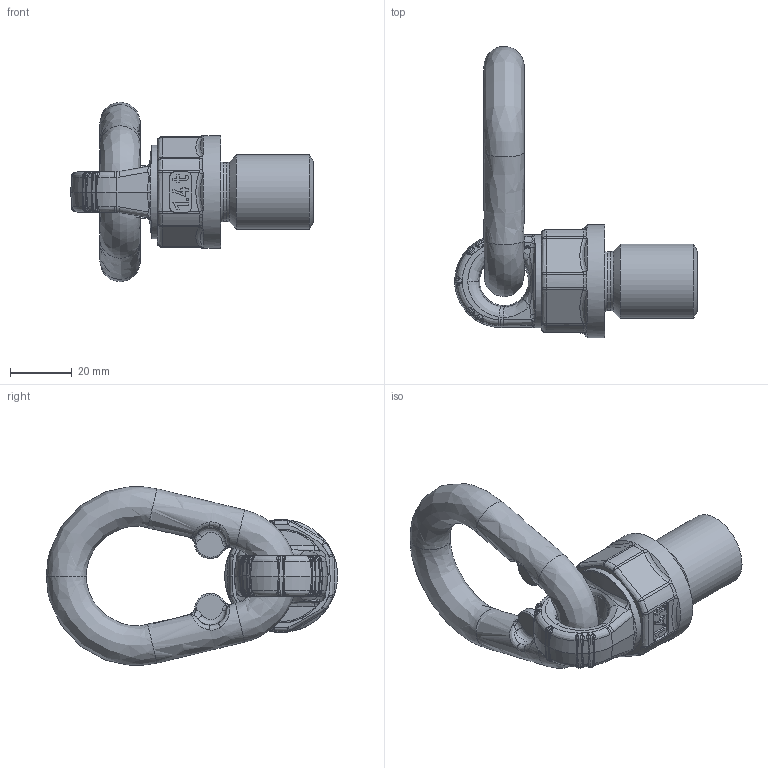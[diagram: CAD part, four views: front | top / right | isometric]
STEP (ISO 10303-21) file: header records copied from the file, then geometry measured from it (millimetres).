
FILE_DESCRIPTION((''),'2;1');
FILE_NAME('TP1_4_M24x30_waagerecht.stp','2012-07-13T12:25:28',('User'),('SDRC'),'I-DEAS Master Series 9','UNIX','Yes');
FILE_SCHEMA(('AUTOMOTIVE_DESIGN { 1 0 10303 214 1 1 1 1 }'));
Length unit declared in the file: millimetre
Products named in the file (1): TP1_4_M24x30_waagerecht
Bounding box: 78.48 x 94.17 x 57.94 mm (x, y, z)
Volume: 64002.4 mm3; surface area: 16585.7 mm2
Topology: 1 solids, 1 shells, 573 faces, 1429 edges, 843 vertices
Faces by surface type: bspline 573
Entity records: 23822 total; most frequent: CARTESIAN_POINT 15149, ORIENTED_EDGE 2806, EDGE_CURVE 1403, VERTEX_POINT 843, OVER_RIDING_STYLED_ITEM 676, EDGE_LOOP 592, FACE_OUTER_BOUND 573, ADVANCED_FACE 573
